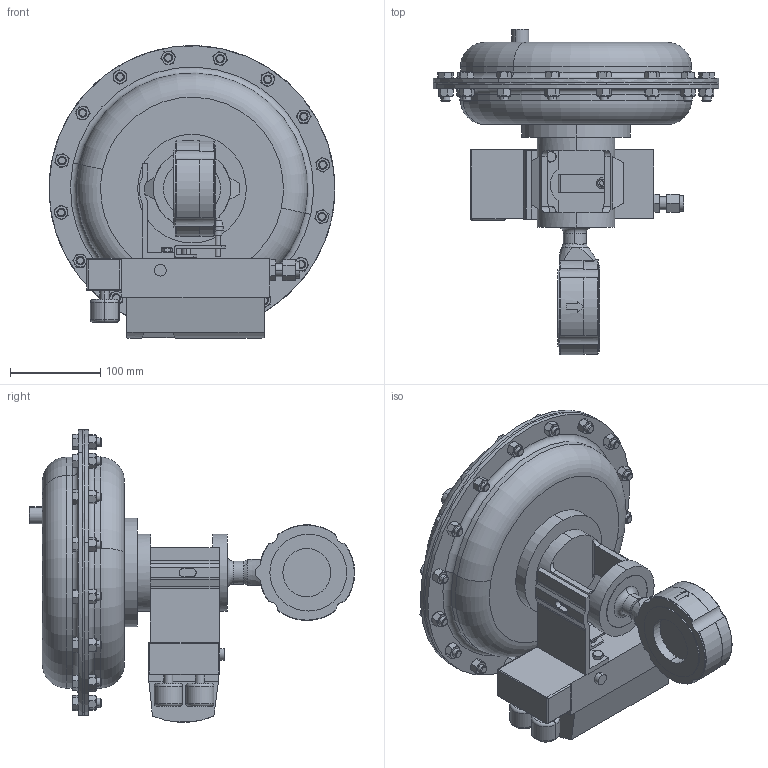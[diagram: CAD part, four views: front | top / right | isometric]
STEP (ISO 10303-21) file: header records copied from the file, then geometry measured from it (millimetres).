
FILE_DESCRIPTION (( 'STEP AP203' ), '1' );
FILE_NAME ('75SP-200-CS+S6-I3-55M-16IQ.step', '2017-10-27T12:44:52', ( '' ), ( '' ), 'SwSTEP 2.0', 'SolidWorks 2014', '' );
FILE_SCHEMA (( 'CONFIG_CONTROL_DESIGN' ));
Length unit declared in the file: inch
Products named in the file (1): 75SP-200-CS+S6-I3-55M-16IQ
Bounding box: 317.48 x 361.22 x 324.72 mm (x, y, z)
Volume: 6907679.9 mm3; surface area: 407127.7 mm2
Topology: 1 solids, 1 shells, 1024 faces, 2419 edges, 1489 vertices
Faces by surface type: plane 451, cone 334, cylinder 162, bspline 52, torus 23, sphere 2
Entity records: 37465 total; most frequent: CARTESIAN_POINT 15046, ORIENTED_EDGE 4830, DIRECTION 4298, EDGE_CURVE 2415, AXIS2_PLACEMENT_3D 1683, VERTEX_POINT 1489, EDGE_LOOP 1124, FACE_OUTER_BOUND 1024
